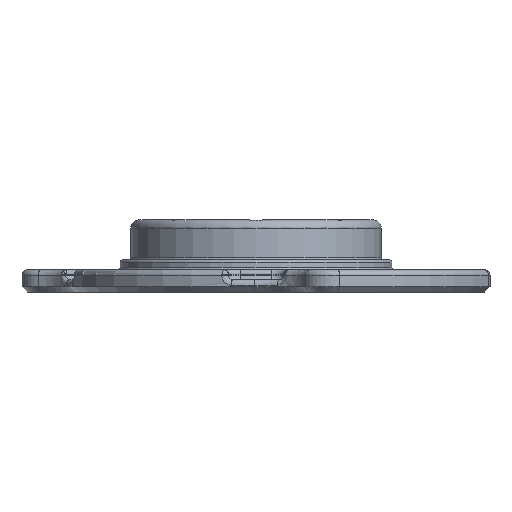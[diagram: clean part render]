
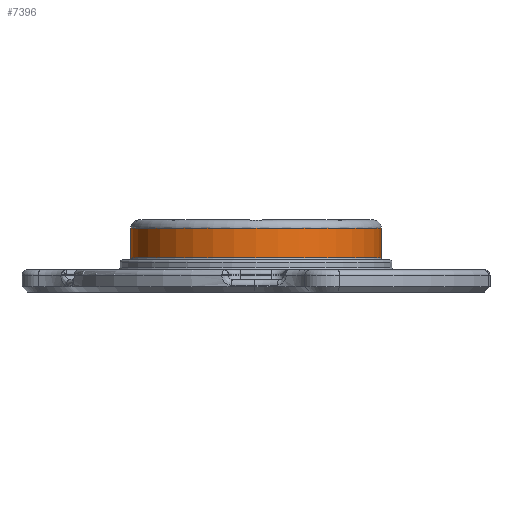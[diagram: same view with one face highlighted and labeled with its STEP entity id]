
A CAD part, front view. The second image highlights one B-rep face of the part: STEP entity #7396.
In plain terms, the highlighted cylindrical face has radius 22.55 mm (diameter 45.1 mm), a full revolution.
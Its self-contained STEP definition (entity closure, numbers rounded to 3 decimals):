
#566=FACE_OUTER_BOUND('',#1022,.T.);
#1022=EDGE_LOOP('',(#6340,#6341,#6342,#6343,#6344));
#1177=CIRCLE('',#7724,22.55);
#1403=CIRCLE('',#8079,22.55);
#1406=CIRCLE('',#8082,22.55);
#2243=LINE('',#30582,#2531);
#2531=VECTOR('',#9682,22.5);
#3031=VERTEX_POINT('',#19240);
#3250=VERTEX_POINT('',#30574);
#3251=VERTEX_POINT('',#30575);
#3882=EDGE_CURVE('',#3031,#3031,#1177,.T.);
#4334=EDGE_CURVE('',#3250,#3251,#1403,.T.);
#4337=EDGE_CURVE('',#3251,#3250,#1406,.T.);
#4338=EDGE_CURVE('',#3031,#3250,#2243,.T.);
#6340=ORIENTED_EDGE('',*,*,#3882,.F.);
#6341=ORIENTED_EDGE('',*,*,#4338,.T.);
#6342=ORIENTED_EDGE('',*,*,#4337,.F.);
#6343=ORIENTED_EDGE('',*,*,#4334,.F.);
#6344=ORIENTED_EDGE('',*,*,#4338,.F.);
#7014=CYLINDRICAL_SURFACE('',#8083,22.55);
#7396=ADVANCED_FACE('',(#566),#7014,.T.);
#7724=AXIS2_PLACEMENT_3D('',#19242,#8883,#8884);
#8079=AXIS2_PLACEMENT_3D('',#30576,#9672,#9673);
#8082=AXIS2_PLACEMENT_3D('',#30580,#9678,#9679);
#8083=AXIS2_PLACEMENT_3D('',#30581,#9680,#9681);
#8883=DIRECTION('center_axis',(0.,0.,1.));
#8884=DIRECTION('ref_axis',(1.,0.,0.));
#9672=DIRECTION('center_axis',(0.,0.,-1.));
#9673=DIRECTION('ref_axis',(1.,0.,0.));
#9678=DIRECTION('center_axis',(0.,0.,-1.));
#9679=DIRECTION('ref_axis',(1.,0.,0.));
#9680=DIRECTION('center_axis',(0.,0.,1.));
#9681=DIRECTION('ref_axis',(1.,0.,0.));
#9682=DIRECTION('',(0.,0.,-1.));
#19240=CARTESIAN_POINT('',(-22.55,0.,31.5));
#19242=CARTESIAN_POINT('Origin',(0.,0.,31.5));
#30574=CARTESIAN_POINT('',(-22.55,0.,26.2));
#30575=CARTESIAN_POINT('',(22.55,0.,26.2));
#30576=CARTESIAN_POINT('Origin',(0.,0.,26.2));
#30580=CARTESIAN_POINT('Origin',(0.,0.,26.2));
#30581=CARTESIAN_POINT('Origin',(0.,0.,26.));
#30582=CARTESIAN_POINT('',(-22.55,0.,26.));
